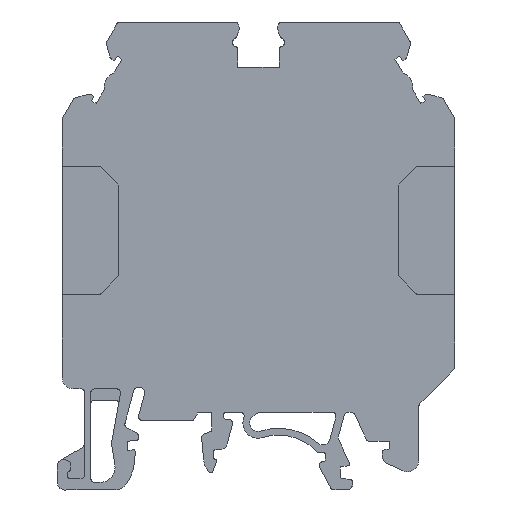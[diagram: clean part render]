
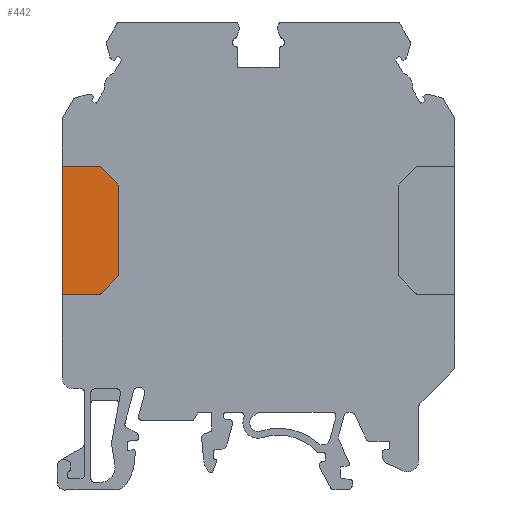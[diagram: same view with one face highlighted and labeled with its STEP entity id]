
A CAD part, front view. The second image highlights one B-rep face of the part: STEP entity #442.
In plain terms, the highlighted planar face has unit normal (0, -1, 0).
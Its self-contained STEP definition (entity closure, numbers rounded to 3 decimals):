
#442 = ADVANCED_FACE( '', ( #1016 ), #1017, .T. );
#1016 = FACE_OUTER_BOUND( '', #1723, .T. );
#1017 = PLANE( '', #1724 );
#1723 = EDGE_LOOP( '', ( #2905, #2906, #2907, #2908, #2909, #2910, #2911, #2912 ) );
#1724 = AXIS2_PLACEMENT_3D( '', #2913, #2914, #2915 );
#2905 = ORIENTED_EDGE( '', *, *, #4830, .F. );
#2906 = ORIENTED_EDGE( '', *, *, #4700, .T. );
#2907 = ORIENTED_EDGE( '', *, *, #4809, .T. );
#2908 = ORIENTED_EDGE( '', *, *, #4798, .T. );
#2909 = ORIENTED_EDGE( '', *, *, #4533, .T. );
#2910 = ORIENTED_EDGE( '', *, *, #4831, .T. );
#2911 = ORIENTED_EDGE( '', *, *, #4832, .T. );
#2912 = ORIENTED_EDGE( '', *, *, #4833, .T. );
#2913 = CARTESIAN_POINT( '', ( -25.675, 5.45, 3.402 ) );
#2914 = DIRECTION( '', ( 0., -1., 0. ) );
#2915 = DIRECTION( '', ( 0., 0., -1. ) );
#4533 = EDGE_CURVE( '', #5541, #5539, #5542, .T. );
#4700 = EDGE_CURVE( '', #5831, #5829, #5832, .T. );
#4798 = EDGE_CURVE( '', #5992, #5541, #5993, .T. );
#4809 = EDGE_CURVE( '', #5829, #5992, #6006, .T. );
#4830 = EDGE_CURVE( '', #5831, #5902, #6041, .T. );
#4831 = EDGE_CURVE( '', #5539, #6042, #6043, .T. );
#4832 = EDGE_CURVE( '', #6042, #6044, #6045, .T. );
#4833 = EDGE_CURVE( '', #6044, #5902, #6046, .T. );
#5539 = VERTEX_POINT( '', #6952 );
#5541 = VERTEX_POINT( '', #6955 );
#5542 = LINE( '', #6956, #6957 );
#5829 = VERTEX_POINT( '', #7337 );
#5831 = VERTEX_POINT( '', #7340 );
#5832 = LINE( '', #7341, #7342 );
#5902 = VERTEX_POINT( '', #7441 );
#5992 = VERTEX_POINT( '', #7565 );
#5993 = LINE( '', #7566, #7567 );
#6006 = CIRCLE( '', #7584, 0.5 );
#6041 = LINE( '', #7632, #7633 );
#6042 = VERTEX_POINT( '', #7634 );
#6043 = LINE( '', #7635, #7636 );
#6044 = VERTEX_POINT( '', #7637 );
#6045 = CIRCLE( '', #7638, 0.5 );
#6046 = LINE( '', #7639, #7640 );
#6952 = CARTESIAN_POINT( '', ( -18.175, 5.45, 9.402 ) );
#6955 = CARTESIAN_POINT( '', ( -18.175, 5.45, -2.598 ) );
#6956 = CARTESIAN_POINT( '', ( -18.175, 5.45, 9.402 ) );
#6957 = VECTOR( '', #8602, 1000. );
#7337 = CARTESIAN_POINT( '', ( -20.882, 5.45, -5.098 ) );
#7340 = CARTESIAN_POINT( '', ( -25.675, 5.45, -5.098 ) );
#7341 = CARTESIAN_POINT( '', ( -20.882, 5.45, -5.098 ) );
#7342 = VECTOR( '', #8811, 1000. );
#7441 = CARTESIAN_POINT( '', ( -25.675, 5.45, 11.902 ) );
#7565 = CARTESIAN_POINT( '', ( -20.529, 5.45, -4.952 ) );
#7566 = CARTESIAN_POINT( '', ( -18.175, 5.45, -2.598 ) );
#7567 = VECTOR( '', #8911, 1000. );
#7584 = AXIS2_PLACEMENT_3D( '', #8925, #8926, #8927 );
#7632 = CARTESIAN_POINT( '', ( -25.675, 5.45, -5.098 ) );
#7633 = VECTOR( '', #8947, 1000. );
#7634 = CARTESIAN_POINT( '', ( -20.529, 5.45, 11.755 ) );
#7635 = CARTESIAN_POINT( '', ( -20.529, 5.45, 11.755 ) );
#7636 = VECTOR( '', #8948, 1000. );
#7637 = CARTESIAN_POINT( '', ( -20.882, 5.45, 11.902 ) );
#7638 = AXIS2_PLACEMENT_3D( '', #8949, #8950, #8951 );
#7639 = CARTESIAN_POINT( '', ( -25.675, 5.45, 11.902 ) );
#7640 = VECTOR( '', #8952, 1000. );
#8602 = DIRECTION( '', ( 0., 0., 1. ) );
#8811 = DIRECTION( '', ( 1., 0., 0. ) );
#8911 = DIRECTION( '', ( 0.707, 0., 0.707 ) );
#8925 = CARTESIAN_POINT( '', ( -20.882, 5.45, -4.598 ) );
#8926 = DIRECTION( '', ( 0., -1., 0. ) );
#8927 = DIRECTION( '', ( 1., 0., 0. ) );
#8947 = DIRECTION( '', ( 0., 0., 1. ) );
#8948 = DIRECTION( '', ( -0.707, 0., 0.707 ) );
#8949 = CARTESIAN_POINT( '', ( -20.882, 5.45, 11.402 ) );
#8950 = DIRECTION( '', ( 0., -1., 0. ) );
#8951 = DIRECTION( '', ( 1., 0., 0. ) );
#8952 = DIRECTION( '', ( -1., 0., 0. ) );
